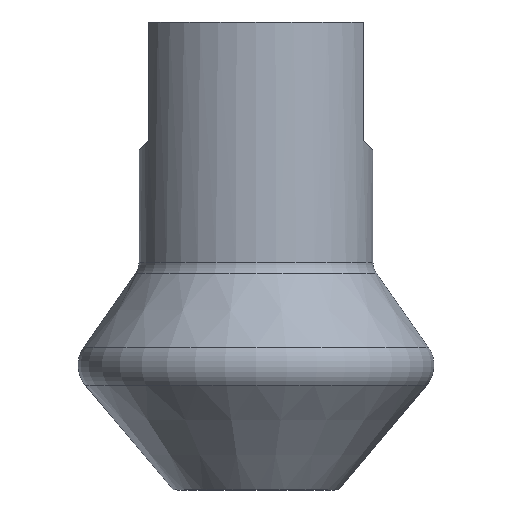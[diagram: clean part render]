
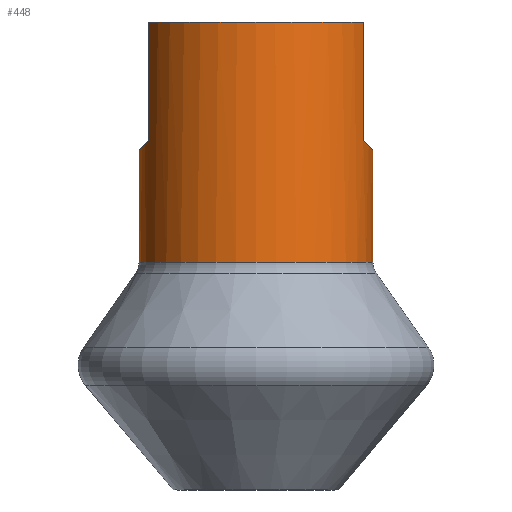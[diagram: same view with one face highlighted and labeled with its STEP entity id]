
A CAD part, left-side view. The second image highlights one B-rep face of the part: STEP entity #448.
In plain terms, the highlighted cylindrical face has radius 9.525 mm (diameter 19.05 mm), a partial arc.
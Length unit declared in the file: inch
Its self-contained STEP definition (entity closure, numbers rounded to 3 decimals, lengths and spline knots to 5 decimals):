
#123=DIRECTION('',(0.,0.,1.));
#124=VECTOR('',#123,0.35872);
#125=CARTESIAN_POINT('',(0.,0.375,-0.76972));
#126=LINE('',#125,#124);
#132=DIRECTION('',(0.,0.,1.));
#133=VECTOR('',#132,0.35872);
#134=CARTESIAN_POINT('',(0.,-0.375,-0.76972));
#135=LINE('',#134,#133);
#146=DIRECTION('',(0.,0.,1.));
#147=VECTOR('',#146,0.38);
#148=CARTESIAN_POINT('',(-0.1493,0.344,-0.38));
#149=LINE('',#148,#147);
#150=DIRECTION('',(0.,0.,1.));
#151=VECTOR('',#150,0.38);
#152=CARTESIAN_POINT('',(-0.1493,-0.344,-0.38));
#153=LINE('',#152,#151);
#154=CARTESIAN_POINT('',(-0.1493,-0.344,-0.38));
#155=CARTESIAN_POINT('',(-0.12633,-0.35397,
-0.38997));
#156=CARTESIAN_POINT('',(-0.07856,-0.36928,
-0.40528));
#157=CARTESIAN_POINT('',(-0.02695,-0.375,-0.411));
#158=CARTESIAN_POINT('',(0.,-0.375,-0.411));
#160=CARTESIAN_POINT('',(0.,0.,-0.76972));
#161=DIRECTION('',(0.,0.,1.));
#162=DIRECTION('',(0.,1.,0.));
#163=AXIS2_PLACEMENT_3D('',#160,#161,#162);
#165=CARTESIAN_POINT('',(0.,0.375,-0.411));
#166=CARTESIAN_POINT('',(-0.02695,0.375,-0.411));
#167=CARTESIAN_POINT('',(-0.07856,0.36928,
-0.40528));
#168=CARTESIAN_POINT('',(-0.12633,0.35397,
-0.38997));
#169=CARTESIAN_POINT('',(-0.1493,0.344,-0.38));
#184=CARTESIAN_POINT('',(0.,0.,0.));
#185=DIRECTION('',(0.,0.,1.));
#186=DIRECTION('',(-0.398,0.917,0.));
#187=AXIS2_PLACEMENT_3D('',#184,#185,#186);
#342=CARTESIAN_POINT('',(0.,0.375,-0.76972));
#344=VERTEX_POINT('',#342);
#350=CARTESIAN_POINT('',(0.,-0.375,-0.76972));
#352=VERTEX_POINT('',#350);
#353=CARTESIAN_POINT('',(-0.1493,0.344,-0.38));
#354=CARTESIAN_POINT('',(-0.1493,0.344,0.));
#355=VERTEX_POINT('',#353);
#356=VERTEX_POINT('',#354);
#357=VERTEX_POINT('',#165);
#358=VERTEX_POINT('',#154);
#359=VERTEX_POINT('',#158);
#360=CARTESIAN_POINT('',(-0.1493,-0.344,0.));
#361=VERTEX_POINT('',#360);
#428=CARTESIAN_POINT('',(0.,0.,-1.575));
#429=DIRECTION('',(0.,0.,1.));
#430=DIRECTION('',(0.,1.,0.));
#431=AXIS2_PLACEMENT_3D('',#428,#429,#430);
#432=CYLINDRICAL_SURFACE('',#431,0.375);
#433=ORIENTED_EDGE('',*,*,#418,.T.);
#435=ORIENTED_EDGE('',*,*,#434,.T.);
#437=ORIENTED_EDGE('',*,*,#436,.F.);
#439=ORIENTED_EDGE('',*,*,#438,.T.);
#440=ORIENTED_EDGE('',*,*,#402,.F.);
#442=ORIENTED_EDGE('',*,*,#441,.F.);
#443=ORIENTED_EDGE('',*,*,#398,.T.);
#445=ORIENTED_EDGE('',*,*,#444,.T.);
#446=EDGE_LOOP('',(#433,#435,#437,#439,#440,#442,#443,#445));
#447=FACE_OUTER_BOUND('',#446,.F.);
#448=ADVANCED_FACE('',(#447),#432,.T.);
#159=B_SPLINE_CURVE_WITH_KNOTS('',3,(#154,#155,#156,#157,#158),.UNSPECIFIED.,
.F.,.F.,(4,1,4),(0.,0.5,1.),.UNSPECIFIED.);
#164=CIRCLE('',#163,0.375);
#170=B_SPLINE_CURVE_WITH_KNOTS('',3,(#165,#166,#167,#168,#169),.UNSPECIFIED.,
.F.,.F.,(4,1,4),(0.,0.5,1.),.UNSPECIFIED.);
#188=CIRCLE('',#187,0.375);
#398=EDGE_CURVE('',#344,#357,#126,.T.);
#402=EDGE_CURVE('',#352,#359,#135,.T.);
#418=EDGE_CURVE('',#355,#356,#149,.T.);
#434=EDGE_CURVE('',#356,#361,#188,.T.);
#436=EDGE_CURVE('',#358,#361,#153,.T.);
#438=EDGE_CURVE('',#358,#359,#159,.T.);
#441=EDGE_CURVE('',#344,#352,#164,.T.);
#444=EDGE_CURVE('',#357,#355,#170,.T.);
